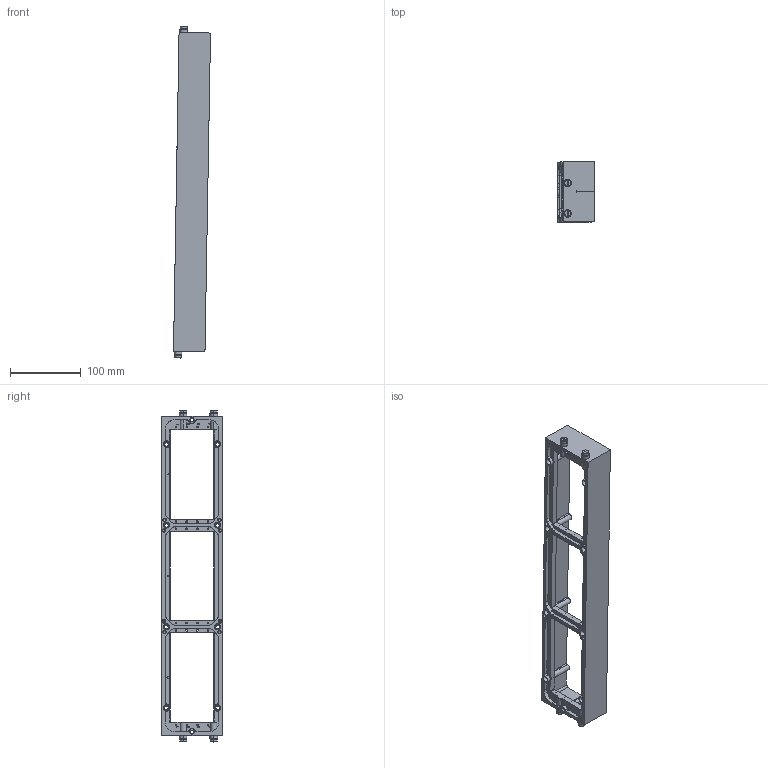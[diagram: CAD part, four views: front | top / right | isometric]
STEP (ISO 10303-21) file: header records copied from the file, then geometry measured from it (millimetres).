
FILE_DESCRIPTION (( 'STEP AP214' ), '1' );
FILE_NAME ('INGUN_22745.STEP', '2021-10-01T07:14:21', ( '' ), ( '' ), 'SwSTEP 2.0', 'SolidWorks 2018', '' );
FILE_SCHEMA (( 'AUTOMOTIVE_DESIGN' ));
Length unit declared in the file: millimetre
Products named in the file (1): INGUN_22745
Bounding box: 52.3 x 84.84 x 468.78 mm (x, y, z)
Volume: 302253.3 mm3; surface area: 141359.1 mm2
Topology: 5 solids, 13 shells, 770 faces, 1954 edges, 1280 vertices
Faces by surface type: plane 314, cylinder 294, bspline 95, cone 67
Entity records: 28268 total; most frequent: CARTESIAN_POINT 9601, ORIENTED_EDGE 3876, DIRECTION 3752, EDGE_CURVE 1938, AXIS2_PLACEMENT_3D 1362, VERTEX_POINT 1280, VECTOR 1028, LINE 1028
